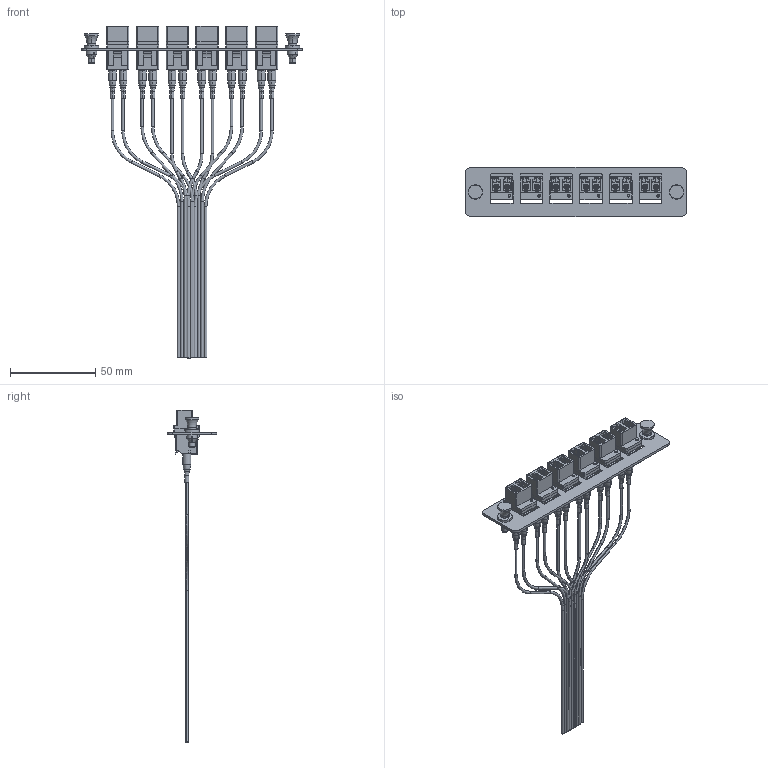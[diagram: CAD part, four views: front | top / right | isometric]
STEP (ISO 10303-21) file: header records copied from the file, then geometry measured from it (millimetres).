
FILE_DESCRIPTION (( 'STEP AP214' ), '1' );
FILE_NAME ('FSP12-LCUDSM-BL_3D.STEP', '2020-07-01T18:15:59', ( '' ), ( '' ), 'SwSTEP 2.0', 'SolidWorks 2018', '' );
FILE_SCHEMA (( 'AUTOMOTIVE_DESIGN' ));
Length unit declared in the file: inch
Products named in the file (13): 1AY07-044; FSP06-CABLE-3; 1AF02-044; FOA-904; 1AF02-014-MA2; FSP06-CABLE-1; 1AR17-014; HDWR-HN4P-42-4-1; FSP12-LCUDSM-BL_3D; HDWR-HN4G-42-1; FSP06-CABLE-2
Assembly tree (39 placements, depth 3):
  FSP12-LCUDSM-BL_3D
    1AR17-014
      1AR17-014
      HDWR-HN4G-42-1  x2
      HDWR-HN4P-42-4-1  x2
    FOA-904  x6
      FOA-904
    1AF02-044  x12
      1AY07-044
      1AF02-014-MA2
    FSP06-CABLE-1  x4
    FSP06-CABLE-2  x4
    FSP06-CABLE-3  x4
Bounding box: 129.54 x 28.96 x 194.9 mm (x, y, z)
Volume: 26298.7 mm3; surface area: 49820.4 mm2
Topology: 65 solids, 65 shells, 4284 faces, 10696 edges, 6582 vertices
Faces by surface type: plane 1992, cylinder 1332, cone 572, bspline 216, torus 124, sphere 48
Entity records: 24142 total; most frequent: CARTESIAN_POINT 5438, ORIENTED_EDGE 3522, DIRECTION 3484, EDGE_CURVE 1761, AXIS2_PLACEMENT_3D 1205, VERTEX_POINT 1101, LINE 1074, VECTOR 1074
